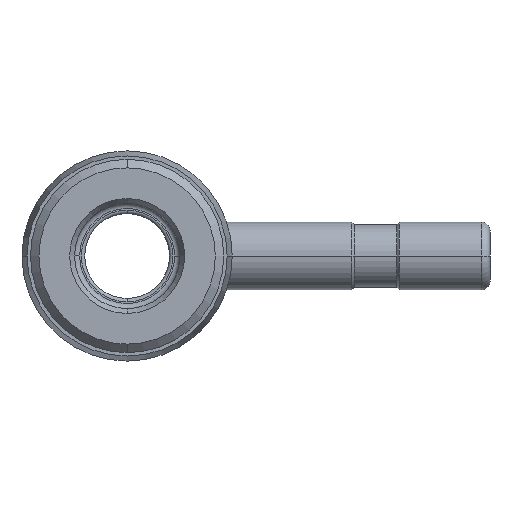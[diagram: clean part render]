
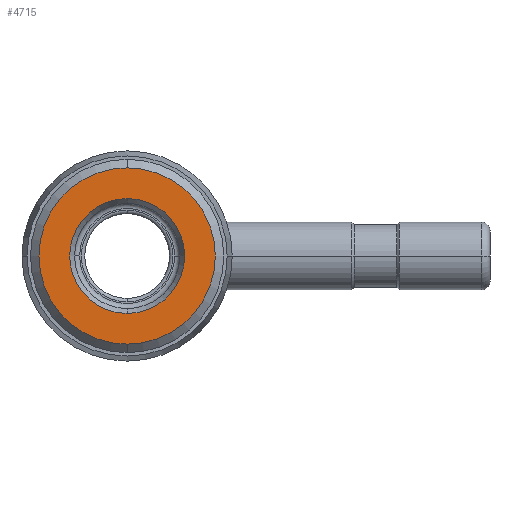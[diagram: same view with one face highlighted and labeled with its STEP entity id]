
A CAD part, left-side view. The second image highlights one B-rep face of the part: STEP entity #4715.
In plain terms, the highlighted planar face has unit normal (-1, 0, 0).
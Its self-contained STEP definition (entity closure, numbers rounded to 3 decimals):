
#1429=CARTESIAN_POINT('',(-19.1,0.,0.));
#1430=DIRECTION('',(-1.,0.,0.));
#1431=DIRECTION('',(0.,0.,-1.));
#1432=AXIS2_PLACEMENT_3D('',#1429,#1430,#1431);
#1442=CARTESIAN_POINT('',(-19.1,0.,0.));
#1443=DIRECTION('',(1.,0.,0.));
#1444=DIRECTION('',(0.,0.,-1.));
#1445=AXIS2_PLACEMENT_3D('',#1442,#1443,#1444);
#1447=CARTESIAN_POINT('',(-19.1,0.,0.));
#1448=DIRECTION('',(1.,0.,0.));
#1449=DIRECTION('',(0.,0.,-1.));
#1450=AXIS2_PLACEMENT_3D('',#1447,#1448,#1449);
#1452=CARTESIAN_POINT('',(-19.1,0.,0.));
#1453=DIRECTION('',(-1.,0.,0.));
#1454=DIRECTION('',(0.,0.,-1.));
#1455=AXIS2_PLACEMENT_3D('',#1452,#1453,#1454);
#1841=CARTESIAN_POINT('',(-19.1,0.,-3.389));
#1843=VERTEX_POINT('',#1841);
#1844=CARTESIAN_POINT('',(-19.1,0.,-5.2));
#1846=VERTEX_POINT('',#1844);
#1851=CARTESIAN_POINT('',(-19.1,0.,3.389));
#1853=VERTEX_POINT('',#1851);
#1854=CARTESIAN_POINT('',(-19.1,0.,5.2));
#1856=VERTEX_POINT('',#1854);
#4700=CARTESIAN_POINT('',(-19.1,0.,0.));
#4701=DIRECTION('',(-1.,0.,0.));
#4702=DIRECTION('',(0.,0.,1.));
#4703=AXIS2_PLACEMENT_3D('',#4700,#4701,#4702);
#4704=PLANE('',#4703);
#4705=ORIENTED_EDGE('',*,*,#4679,.F.);
#4706=ORIENTED_EDGE('',*,*,#4695,.T.);
#4707=EDGE_LOOP('',(#4705,#4706));
#4708=FACE_OUTER_BOUND('',#4707,.F.);
#4710=ORIENTED_EDGE('',*,*,#4709,.F.);
#4712=ORIENTED_EDGE('',*,*,#4711,.T.);
#4713=EDGE_LOOP('',(#4710,#4712));
#4714=FACE_BOUND('',#4713,.F.);
#4715=ADVANCED_FACE('',(#4708,#4714),#4704,.T.);
#1433=CIRCLE('',#1432,5.2);
#1446=CIRCLE('',#1445,5.2);
#1451=CIRCLE('',#1450,3.389);
#1456=CIRCLE('',#1455,3.389);
#4679=EDGE_CURVE('',#1846,#1856,#1433,.T.);
#4695=EDGE_CURVE('',#1846,#1856,#1446,.T.);
#4709=EDGE_CURVE('',#1843,#1853,#1451,.T.);
#4711=EDGE_CURVE('',#1843,#1853,#1456,.T.);
